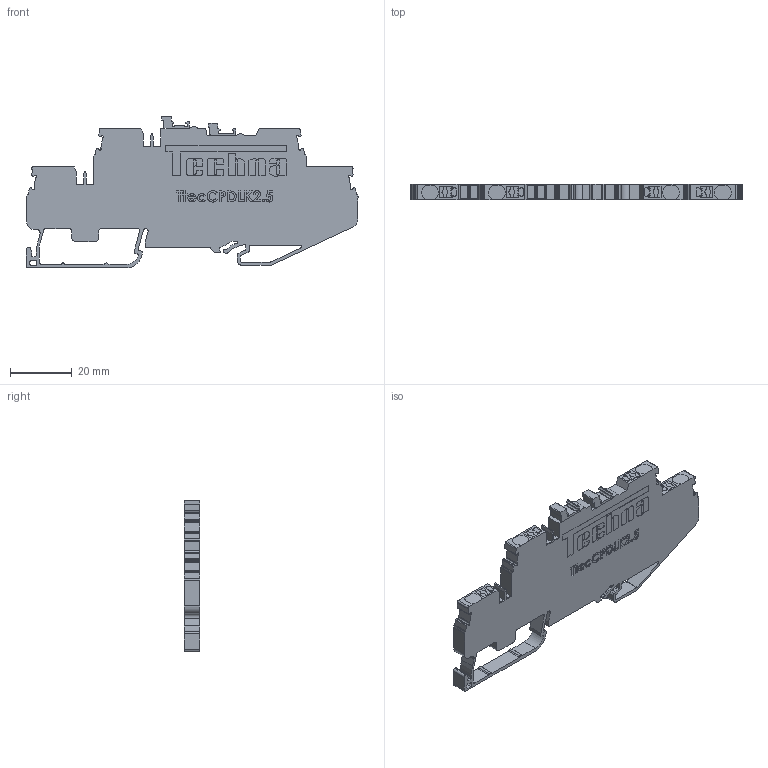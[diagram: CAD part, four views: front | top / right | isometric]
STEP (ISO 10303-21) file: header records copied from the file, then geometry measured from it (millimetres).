
FILE_DESCRIPTION (( 'STEP AP214' ), '1' );
FILE_NAME ('TtecCPDLK2.5.STEP', '2020-07-02T09:54:26', ( '' ), ( '' ), 'SwSTEP 2.0', 'SolidWorks 2020', '' );
FILE_SCHEMA (( 'AUTOMOTIVE_DESIGN' ));
Length unit declared in the file: millimetre
Products named in the file (1): TtecCPDLK2.5
Bounding box: 107.25 x 5 x 49.1 mm (x, y, z)
Volume: 16665 mm3; surface area: 9637.9 mm2
Topology: 1 solids, 1 shells, 1075 faces, 3060 edges, 2037 vertices
Faces by surface type: plane 604, cylinder 357, bspline 114
Entity records: 47990 total; most frequent: CARTESIAN_POINT 13155, ORIENTED_EDGE 6120, DIRECTION 5472, EDGE_CURVE 3060, VECTOR 2116, LINE 2116, VERTEX_POINT 2037, AXIS2_PLACEMENT_3D 1678
